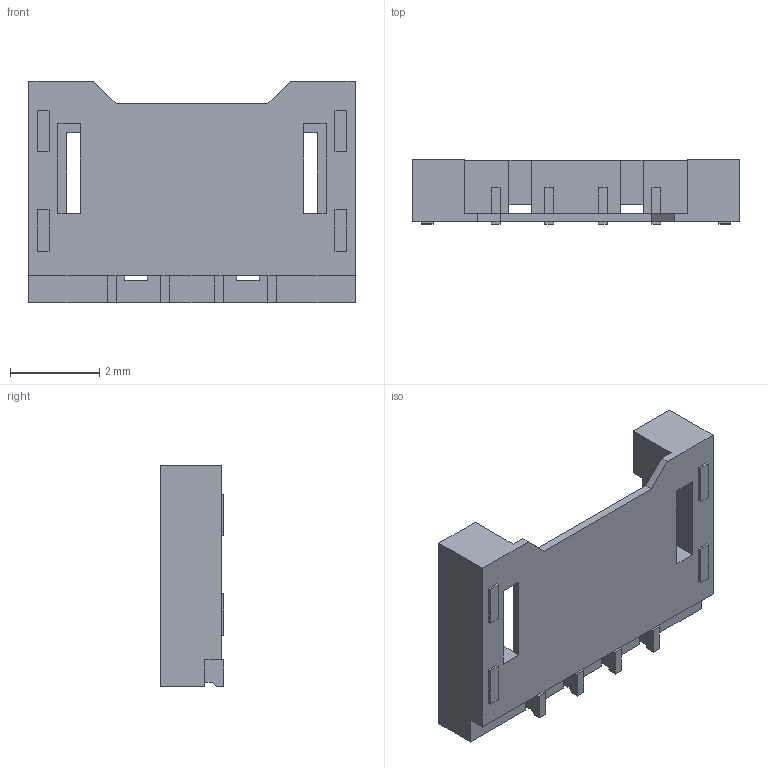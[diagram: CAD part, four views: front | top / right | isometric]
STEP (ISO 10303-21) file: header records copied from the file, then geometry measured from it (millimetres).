
FILE_DESCRIPTION (( 'STEP AP214' ), '1' );
FILE_NAME ('ACHF_Base_04p.STEP', '2015-03-12T02:51:10', ( '' ), ( '' ), 'SwSTEP 2.0', 'SolidWorks 2005235', '' );
FILE_SCHEMA (( 'AUTOMOTIVE_DESIGN' ));
Length unit declared in the file: millimetre
Products named in the file (1): ACHF_Base_04p
Bounding box: 7.3 x 1.43 x 4.95 mm (x, y, z)
Volume: 21.7 mm3; surface area: 124.2 mm2
Topology: 1 solids, 1 shells, 136 faces, 382 edges, 248 vertices
Faces by surface type: plane 136
Entity records: 5691 total; most frequent: CARTESIAN_POINT 767, ORIENTED_EDGE 764, DIRECTION 656, EDGE_CURVE 382, VECTOR 382, LINE 382, VERTEX_POINT 248, EDGE_LOOP 144
